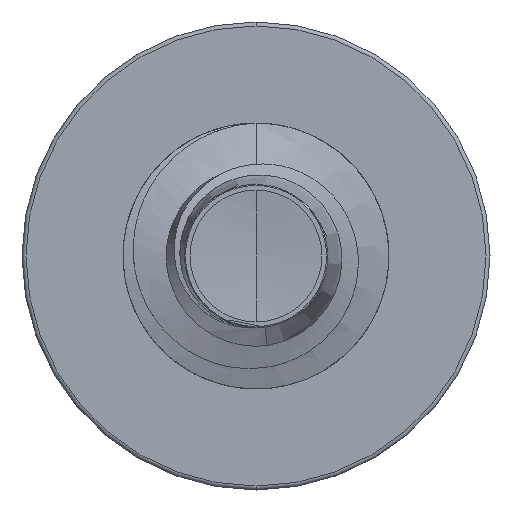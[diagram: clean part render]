
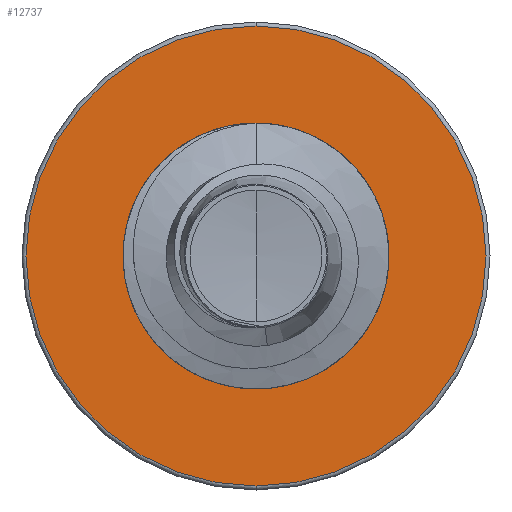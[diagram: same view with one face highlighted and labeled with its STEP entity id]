
A CAD part, front view. The second image highlights one B-rep face of the part: STEP entity #12737.
In plain terms, the highlighted planar face has unit normal (0, -1, 0).
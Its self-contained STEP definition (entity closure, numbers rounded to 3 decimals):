
#3162 = AXIS2_PLACEMENT_3D ( 'NONE', #3601, #19918, #6547 ) ;
#3601 = CARTESIAN_POINT ( 'NONE',  ( 0., 20., 0. ) ) ;
#4066 = AXIS2_PLACEMENT_3D ( 'NONE', #21633, #9426, #23219 ) ;
#4250 = CARTESIAN_POINT ( 'NONE',  ( 0., 20., -4.325 ) ) ;
#4425 = ORIENTED_EDGE ( 'NONE', *, *, #26909, .F. ) ;
#4785 = EDGE_LOOP ( 'NONE', ( #4425, #7429 ) ) ;
#6042 = CARTESIAN_POINT ( 'NONE',  ( 0., 20., 0. ) ) ;
#6231 = CIRCLE ( 'NONE', #4066, 4.325 ) ;
#6547 = DIRECTION ( 'NONE',  ( 0., 0., 1. ) ) ;
#7429 = ORIENTED_EDGE ( 'NONE', *, *, #22098, .F. ) ;
#8214 = CARTESIAN_POINT ( 'NONE',  ( 0., 20., 2.415 ) ) ;
#8842 = DIRECTION ( 'NONE',  ( 0., 0., 1. ) ) ;
#9426 = DIRECTION ( 'NONE',  ( 0., 1., 0. ) ) ;
#9887 = CARTESIAN_POINT ( 'NONE',  ( 0., 20., 4.325 ) ) ;
#12085 = CARTESIAN_POINT ( 'NONE',  ( 0., 20., 0. ) ) ;
#12370 = AXIS2_PLACEMENT_3D ( 'NONE', #25249, #25297, #25200 ) ;
#12737 = ADVANCED_FACE ( 'NONE', ( #22297, #21783 ), #25212, .F. ) ;
#14302 = DIRECTION ( 'NONE',  ( 0., 0., 1. ) ) ;
#15354 = ORIENTED_EDGE ( 'NONE', *, *, #22233, .T. ) ;
#16425 = AXIS2_PLACEMENT_3D ( 'NONE', #12085, #24809, #14302 ) ;
#16683 = CIRCLE ( 'NONE', #16425, 2.415 ) ;
#16926 = VERTEX_POINT ( 'NONE', #9887 ) ;
#17552 = ORIENTED_EDGE ( 'NONE', *, *, #22826, .T. ) ;
#17925 = VERTEX_POINT ( 'NONE', #8214 ) ;
#19385 = VERTEX_POINT ( 'NONE', #25941 ) ;
#19918 = DIRECTION ( 'NONE',  ( 0., 1., 0. ) ) ;
#21274 = DIRECTION ( 'NONE',  ( 0., 1., 0. ) ) ;
#21633 = CARTESIAN_POINT ( 'NONE',  ( 0., 20., 0. ) ) ;
#21783 = FACE_BOUND ( 'NONE', #23570, .T. ) ;
#21913 = AXIS2_PLACEMENT_3D ( 'NONE', #6042, #21274, #8842 ) ;
#22098 = EDGE_CURVE ( 'NONE', #22342, #16926, #6231, .T. ) ;
#22233 = EDGE_CURVE ( 'NONE', #17925, #19385, #16683, .T. ) ;
#22297 = FACE_OUTER_BOUND ( 'NONE', #4785, .T. ) ;
#22342 = VERTEX_POINT ( 'NONE', #4250 ) ;
#22826 = EDGE_CURVE ( 'NONE', #19385, #17925, #26432, .T. ) ;
#23219 = DIRECTION ( 'NONE',  ( 0., 0., 1. ) ) ;
#23570 = EDGE_LOOP ( 'NONE', ( #15354, #17552 ) ) ;
#24809 = DIRECTION ( 'NONE',  ( 0., 1., 0. ) ) ;
#25200 = DIRECTION ( 'NONE',  ( 0., 0., 1. ) ) ;
#25212 = PLANE ( 'NONE',  #12370 ) ;
#25249 = CARTESIAN_POINT ( 'NONE',  ( 0., 20., -2.415 ) ) ;
#25297 = DIRECTION ( 'NONE',  ( 0., 1., 0. ) ) ;
#25341 = CIRCLE ( 'NONE', #21913, 4.325 ) ;
#25941 = CARTESIAN_POINT ( 'NONE',  ( 0., 20., -2.415 ) ) ;
#26432 = CIRCLE ( 'NONE', #3162, 2.415 ) ;
#26909 = EDGE_CURVE ( 'NONE', #16926, #22342, #25341, .T. ) ;
